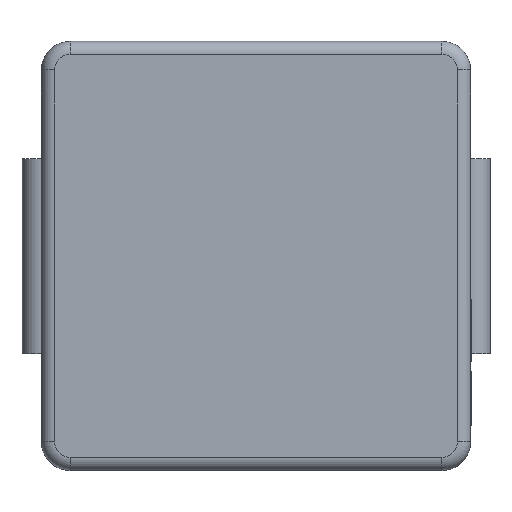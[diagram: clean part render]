
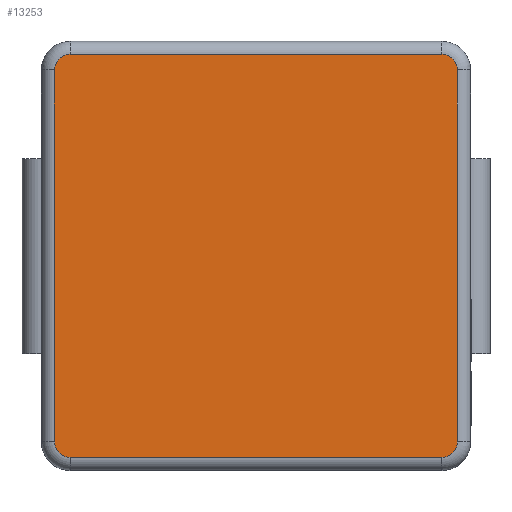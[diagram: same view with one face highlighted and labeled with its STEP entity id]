
A CAD part, top view. The second image highlights one B-rep face of the part: STEP entity #13253.
In plain terms, the highlighted planar face has unit normal (0, 0, 1).
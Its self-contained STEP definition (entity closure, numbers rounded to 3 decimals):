
#503 = EDGE_CURVE ( 'NONE', #1718, #14880, #7913, .T. ) ;
#538 = CARTESIAN_POINT ( 'NONE',  ( 3.1, -2.86, 3. ) ) ;
#1005 = DIRECTION ( 'NONE',  ( -1., 0., 0. ) ) ;
#1691 = DIRECTION ( 'NONE',  ( 0., 0., 1. ) ) ;
#1718 = VERTEX_POINT ( 'NONE', #16030 ) ;
#1843 = VERTEX_POINT ( 'NONE', #4494 ) ;
#1890 = VERTEX_POINT ( 'NONE', #9539 ) ;
#2192 = ORIENTED_EDGE ( 'NONE', *, *, #9531, .T. ) ;
#2228 = DIRECTION ( 'NONE',  ( 0., 0., 1. ) ) ;
#2431 = ORIENTED_EDGE ( 'NONE', *, *, #9632, .T. ) ;
#2596 = FACE_OUTER_BOUND ( 'NONE', #14781, .T. ) ;
#2939 = CARTESIAN_POINT ( 'NONE',  ( -2.86, 2.86, 3. ) ) ;
#3068 = VERTEX_POINT ( 'NONE', #7161 ) ;
#3219 = ORIENTED_EDGE ( 'NONE', *, *, #4543, .T. ) ;
#3326 = DIRECTION ( 'NONE',  ( -1., 0., 0. ) ) ;
#3402 = CARTESIAN_POINT ( 'NONE',  ( 2.86, -2.86, 3. ) ) ;
#3467 = EDGE_CURVE ( 'NONE', #13893, #1843, #13418, .T. ) ;
#3628 = VERTEX_POINT ( 'NONE', #7044 ) ;
#3684 = DIRECTION ( 'NONE',  ( 0., 0., 1. ) ) ;
#4333 = CARTESIAN_POINT ( 'NONE',  ( 3.1, 0., 3. ) ) ;
#4405 = DIRECTION ( 'NONE',  ( -1., 0., 0. ) ) ;
#4494 = CARTESIAN_POINT ( 'NONE',  ( 2.86, 3.1, 3. ) ) ;
#4543 = EDGE_CURVE ( 'NONE', #3628, #1718, #5370, .T. ) ;
#4822 = CARTESIAN_POINT ( 'NONE',  ( -3.1, 0., 3. ) ) ;
#4910 = CARTESIAN_POINT ( 'NONE',  ( -2.86, 3.1, 3. ) ) ;
#5222 = PLANE ( 'NONE',  #12729 ) ;
#5370 = LINE ( 'NONE', #15279, #15594 ) ;
#5779 = LINE ( 'NONE', #13482, #8800 ) ;
#5868 = VERTEX_POINT ( 'NONE', #4910 ) ;
#6436 = AXIS2_PLACEMENT_3D ( 'NONE', #2939, #1691, #6759 ) ;
#6601 = EDGE_CURVE ( 'NONE', #14880, #13893, #10767, .T. ) ;
#6756 = EDGE_CURVE ( 'NONE', #1890, #3068, #11178, .T. ) ;
#6759 = DIRECTION ( 'NONE',  ( -1., 0., 0. ) ) ;
#6943 = DIRECTION ( 'NONE',  ( 0., 1., 0. ) ) ;
#7044 = CARTESIAN_POINT ( 'NONE',  ( -2.86, -3.1, 3. ) ) ;
#7125 = ORIENTED_EDGE ( 'NONE', *, *, #503, .T. ) ;
#7161 = CARTESIAN_POINT ( 'NONE',  ( -3.1, -2.86, 3. ) ) ;
#7591 = DIRECTION ( 'NONE',  ( -1., 0., 0. ) ) ;
#7598 = CARTESIAN_POINT ( 'NONE',  ( 2.86, 2.86, 3. ) ) ;
#7676 = ORIENTED_EDGE ( 'NONE', *, *, #6601, .T. ) ;
#7913 = CIRCLE ( 'NONE', #14912, 0.24 ) ;
#8171 = DIRECTION ( 'NONE',  ( 0., 0., 1. ) ) ;
#8237 = CARTESIAN_POINT ( 'NONE',  ( -2.86, -2.86, 3. ) ) ;
#8275 = CIRCLE ( 'NONE', #6436, 0.24 ) ;
#8787 = VECTOR ( 'NONE', #9785, 1000. ) ;
#8800 = VECTOR ( 'NONE', #3326, 1000. ) ;
#8910 = DIRECTION ( 'NONE',  ( -1., 0., 0. ) ) ;
#9130 = CARTESIAN_POINT ( 'NONE',  ( 0., 0., 3. ) ) ;
#9531 = EDGE_CURVE ( 'NONE', #5868, #1890, #8275, .T. ) ;
#9539 = CARTESIAN_POINT ( 'NONE',  ( -3.1, 2.86, 3. ) ) ;
#9605 = AXIS2_PLACEMENT_3D ( 'NONE', #8237, #8171, #4405 ) ;
#9632 = EDGE_CURVE ( 'NONE', #1843, #5868, #5779, .T. ) ;
#9785 = DIRECTION ( 'NONE',  ( 0., -1., 0. ) ) ;
#9832 = VECTOR ( 'NONE', #6943, 1000. ) ;
#10767 = LINE ( 'NONE', #4333, #9832 ) ;
#11178 = LINE ( 'NONE', #4822, #8787 ) ;
#11221 = ORIENTED_EDGE ( 'NONE', *, *, #13083, .T. ) ;
#11290 = ORIENTED_EDGE ( 'NONE', *, *, #6756, .T. ) ;
#11411 = ORIENTED_EDGE ( 'NONE', *, *, #3467, .T. ) ;
#12729 = AXIS2_PLACEMENT_3D ( 'NONE', #9130, #12786, #7591 ) ;
#12786 = DIRECTION ( 'NONE',  ( 0., 0., -1. ) ) ;
#12860 = DIRECTION ( 'NONE',  ( 1., 0., 0. ) ) ;
#13083 = EDGE_CURVE ( 'NONE', #3068, #3628, #15300, .T. ) ;
#13253 = ADVANCED_FACE ( 'NONE', ( #2596 ), #5222, .F. ) ;
#13307 = CARTESIAN_POINT ( 'NONE',  ( 3.1, 2.86, 3. ) ) ;
#13418 = CIRCLE ( 'NONE', #15519, 0.24 ) ;
#13482 = CARTESIAN_POINT ( 'NONE',  ( 0., 3.1, 3. ) ) ;
#13893 = VERTEX_POINT ( 'NONE', #13307 ) ;
#14781 = EDGE_LOOP ( 'NONE', ( #7676, #11411, #2431, #2192, #11290, #11221, #3219, #7125 ) ) ;
#14880 = VERTEX_POINT ( 'NONE', #538 ) ;
#14912 = AXIS2_PLACEMENT_3D ( 'NONE', #3402, #2228, #1005 ) ;
#15279 = CARTESIAN_POINT ( 'NONE',  ( 0., -3.1, 3. ) ) ;
#15300 = CIRCLE ( 'NONE', #9605, 0.24 ) ;
#15519 = AXIS2_PLACEMENT_3D ( 'NONE', #7598, #3684, #8910 ) ;
#15594 = VECTOR ( 'NONE', #12860, 1000. ) ;
#16030 = CARTESIAN_POINT ( 'NONE',  ( 2.86, -3.1, 3. ) ) ;
